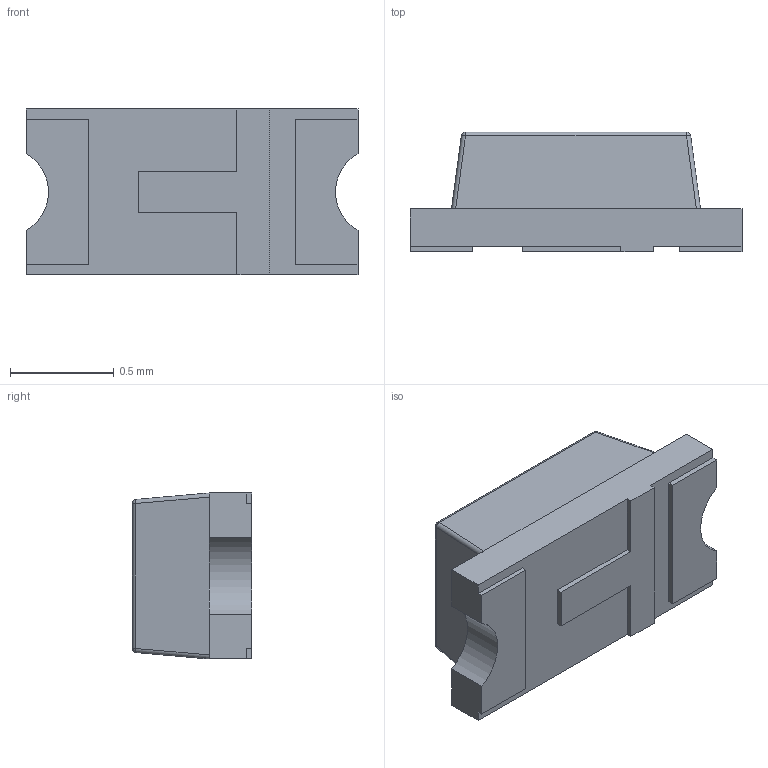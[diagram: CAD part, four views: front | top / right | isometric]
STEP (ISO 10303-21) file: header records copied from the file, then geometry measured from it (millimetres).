
FILE_DESCRIPTION(('HOOPS Exchange Step'),'2;1');
FILE_NAME('LSM0603412V.stp','2023-08-27T10:03:58-07:00',('RBI'),('None'),'HOOPS Exchange 2022.2','SOLIDWORKS MBD','None');
FILE_SCHEMA( ('AP242_MANAGED_MODEL_BASED_3D_ENGINEERING_MIM_LF {1 0 10303 442 1 1 4 }') );
Length unit declared in the file: millimetre
Products named in the file (1): Default
Bounding box: 1.6 x 0.58 x 0.8 mm (x, y, z)
Volume: 0.6 mm3; surface area: 4.8 mm2
Topology: 1 solids, 1 shells, 44 faces, 110 edges, 68 vertices
Faces by surface type: plane 30, cylinder 10, sphere 4
Entity records: 1403 total; most frequent: CARTESIAN_POINT 239, ORIENTED_EDGE 220, DIRECTION 218, EDGE_CURVE 110, VECTOR 90, LINE 90, VERTEX_POINT 68, AXIS2_PLACEMENT_3D 64
